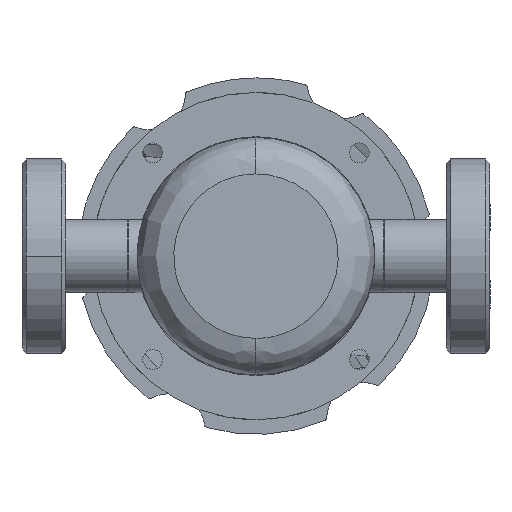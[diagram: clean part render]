
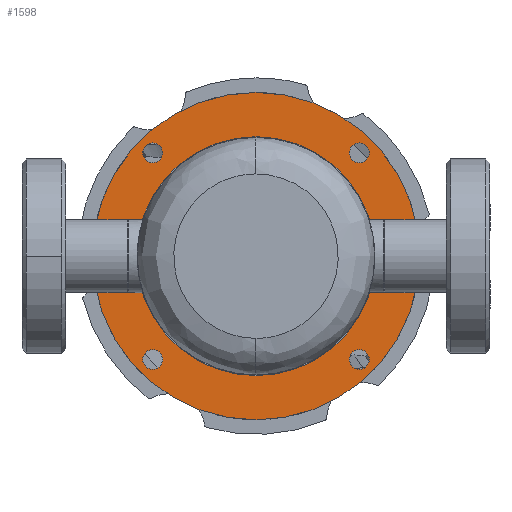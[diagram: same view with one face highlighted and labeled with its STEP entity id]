
A CAD part, left-side view. The second image highlights one B-rep face of the part: STEP entity #1598.
In plain terms, the highlighted planar face has unit normal (-1, 0, 0).
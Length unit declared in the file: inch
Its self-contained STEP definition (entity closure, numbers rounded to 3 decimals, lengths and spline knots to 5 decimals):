
#21 = CARTESIAN_POINT ( 'NONE',  ( 1.5, 0., 0. ) ) ;
#189 = ORIENTED_EDGE ( 'NONE', *, *, #9911, .T. ) ;
#210 = CARTESIAN_POINT ( 'NONE',  ( 1.5, -0.70711, 0.70711 ) ) ;
#303 = ORIENTED_EDGE ( 'NONE', *, *, #14935, .T. ) ;
#495 = CARTESIAN_POINT ( 'NONE',  ( 1.5, 0., 0. ) ) ;
#550 = DIRECTION ( 'NONE',  ( 0., 0., 1. ) ) ;
#559 = DIRECTION ( 'NONE',  ( 1., 0., 0. ) ) ;
#603 = AXIS2_PLACEMENT_3D ( 'NONE', #7937, #559, #9121 ) ;
#619 = CIRCLE ( 'NONE', #10283, 0.068 ) ;
#718 = CARTESIAN_POINT ( 'NONE',  ( 1.5, -0.77511, -0.70711 ) ) ;
#960 = EDGE_CURVE ( 'NONE', #15292, #11277, #7809, .T. ) ;
#1091 = CARTESIAN_POINT ( 'NONE',  ( 1.5, 0.63911, -0.70711 ) ) ;
#1093 = VERTEX_POINT ( 'NONE', #718 ) ;
#1265 = DIRECTION ( 'NONE',  ( 0., 0., 1. ) ) ;
#1387 = DIRECTION ( 'NONE',  ( -1., 0., 0. ) ) ;
#1450 = DIRECTION ( 'NONE',  ( 0., 0., -1. ) ) ;
#1563 = CIRCLE ( 'NONE', #1715, 0.068 ) ;
#1598 = ADVANCED_FACE ( 'NONE', ( #8455, #6608, #7503, #8236, #6990, #6243 ), #2945, .T. ) ;
#1701 = ORIENTED_EDGE ( 'NONE', *, *, #15111, .T. ) ;
#1715 = AXIS2_PLACEMENT_3D ( 'NONE', #13107, #6030, #14287 ) ;
#2055 = AXIS2_PLACEMENT_3D ( 'NONE', #12777, #5686, #13947 ) ;
#2217 = CIRCLE ( 'NONE', #2055, 0.068 ) ;
#2346 = ORIENTED_EDGE ( 'NONE', *, *, #960, .T. ) ;
#2729 = CARTESIAN_POINT ( 'NONE',  ( 1.5, 0.70711, 0.70711 ) ) ;
#2945 = PLANE ( 'NONE',  #11276 ) ;
#3030 = CIRCLE ( 'NONE', #603, 0.8175 ) ;
#3138 = CARTESIAN_POINT ( 'NONE',  ( 1.5, 0.39598, -0.39598 ) ) ;
#3169 = CARTESIAN_POINT ( 'NONE',  ( 1.5, 0.70711, -0.70711 ) ) ;
#3430 = DIRECTION ( 'NONE',  ( 1., 0., 0. ) ) ;
#3519 = CIRCLE ( 'NONE', #6629, 1.12 ) ;
#3555 = VERTEX_POINT ( 'NONE', #11849 ) ;
#3587 = DIRECTION ( 'NONE',  ( 0., -1., 0. ) ) ;
#3659 = CIRCLE ( 'NONE', #15158, 0.068 ) ;
#4055 = DIRECTION ( 'NONE',  ( 0., 0., -1. ) ) ;
#4093 = AXIS2_PLACEMENT_3D ( 'NONE', #210, #8804, #1450 ) ;
#4481 = DIRECTION ( 'NONE',  ( 0., 1., 0. ) ) ;
#4733 = ORIENTED_EDGE ( 'NONE', *, *, #11526, .T. ) ;
#4966 = CIRCLE ( 'NONE', #10930, 0.068 ) ;
#5015 = DIRECTION ( 'NONE',  ( 1., 0., 0. ) ) ;
#5199 = VERTEX_POINT ( 'NONE', #1091 ) ;
#5229 = CARTESIAN_POINT ( 'NONE',  ( 1.5, 0.70711, 0.77511 ) ) ;
#5385 = ORIENTED_EDGE ( 'NONE', *, *, #6766, .T. ) ;
#5686 = DIRECTION ( 'NONE',  ( 1., 0., 0. ) ) ;
#5748 = CARTESIAN_POINT ( 'NONE',  ( 1.5, 0., 1.12 ) ) ;
#6030 = DIRECTION ( 'NONE',  ( 1., 0., 0. ) ) ;
#6081 = CARTESIAN_POINT ( 'NONE',  ( 1.5, 0.77511, -0.70711 ) ) ;
#6243 = FACE_BOUND ( 'NONE', #14086, .T. ) ;
#6342 = DIRECTION ( 'NONE',  ( 1., 0., 0. ) ) ;
#6442 = CIRCLE ( 'NONE', #11281, 0.8175 ) ;
#6608 = FACE_OUTER_BOUND ( 'NONE', #13794, .T. ) ;
#6629 = AXIS2_PLACEMENT_3D ( 'NONE', #21, #8625, #1265 ) ;
#6643 = CARTESIAN_POINT ( 'NONE',  ( 1.5, -0.63911, -0.70711 ) ) ;
#6688 = ORIENTED_EDGE ( 'NONE', *, *, #9056, .T. ) ;
#6766 = EDGE_CURVE ( 'NONE', #10158, #10533, #10680, .T. ) ;
#6990 = FACE_BOUND ( 'NONE', #14817, .T. ) ;
#7503 = FACE_BOUND ( 'NONE', #14648, .T. ) ;
#7536 = DIRECTION ( 'NONE',  ( 1., 0., 0. ) ) ;
#7809 = CIRCLE ( 'NONE', #8977, 1.12 ) ;
#7937 = CARTESIAN_POINT ( 'NONE',  ( 1.5, 0., 0. ) ) ;
#7999 = VERTEX_POINT ( 'NONE', #6643 ) ;
#8073 = VERTEX_POINT ( 'NONE', #13713 ) ;
#8146 = EDGE_CURVE ( 'NONE', #5199, #9119, #619, .T. ) ;
#8236 = FACE_BOUND ( 'NONE', #15580, .T. ) ;
#8289 = AXIS2_PLACEMENT_3D ( 'NONE', #12097, #5015, #13298 ) ;
#8455 = FACE_BOUND ( 'NONE', #15054, .T. ) ;
#8476 = CIRCLE ( 'NONE', #4093, 0.068 ) ;
#8625 = DIRECTION ( 'NONE',  ( -1., 0., 0. ) ) ;
#8693 = EDGE_CURVE ( 'NONE', #12206, #8073, #6442, .T. ) ;
#8804 = DIRECTION ( 'NONE',  ( 1., 0., 0. ) ) ;
#8885 = ORIENTED_EDGE ( 'NONE', *, *, #14336, .T. ) ;
#8977 = AXIS2_PLACEMENT_3D ( 'NONE', #495, #14141, #550 ) ;
#9056 = EDGE_CURVE ( 'NONE', #1093, #7999, #1563, .T. ) ;
#9119 = VERTEX_POINT ( 'NONE', #6081 ) ;
#9121 = DIRECTION ( 'NONE',  ( 0., 0., 1. ) ) ;
#9911 = EDGE_CURVE ( 'NONE', #11277, #15292, #3519, .T. ) ;
#10158 = VERTEX_POINT ( 'NONE', #10513 ) ;
#10283 = AXIS2_PLACEMENT_3D ( 'NONE', #3169, #11604, #4481 ) ;
#10513 = CARTESIAN_POINT ( 'NONE',  ( 1.5, 0.70711, 0.63911 ) ) ;
#10533 = VERTEX_POINT ( 'NONE', #5229 ) ;
#10641 = CARTESIAN_POINT ( 'NONE',  ( 1.5, -0.70711, 0.70711 ) ) ;
#10680 = CIRCLE ( 'NONE', #8289, 0.068 ) ;
#10930 = AXIS2_PLACEMENT_3D ( 'NONE', #14600, #7536, #14160 ) ;
#11011 = CIRCLE ( 'NONE', #15590, 0.068 ) ;
#11041 = ORIENTED_EDGE ( 'NONE', *, *, #8693, .T. ) ;
#11221 = DIRECTION ( 'NONE',  ( 1., 0., 0. ) ) ;
#11276 = AXIS2_PLACEMENT_3D ( 'NONE', #3138, #1387, #3587 ) ;
#11277 = VERTEX_POINT ( 'NONE', #5748 ) ;
#11281 = AXIS2_PLACEMENT_3D ( 'NONE', #13424, #6342, #14609 ) ;
#11526 = EDGE_CURVE ( 'NONE', #10533, #10158, #11011, .T. ) ;
#11604 = DIRECTION ( 'NONE',  ( 1., 0., 0. ) ) ;
#11817 = ORIENTED_EDGE ( 'NONE', *, *, #8146, .T. ) ;
#11826 = DIRECTION ( 'NONE',  ( 0., 0., -1. ) ) ;
#11849 = CARTESIAN_POINT ( 'NONE',  ( 1.5, -0.70711, 0.77511 ) ) ;
#11859 = ORIENTED_EDGE ( 'NONE', *, *, #14795, .T. ) ;
#11878 = VERTEX_POINT ( 'NONE', #12128 ) ;
#12097 = CARTESIAN_POINT ( 'NONE',  ( 1.5, 0.70711, 0.70711 ) ) ;
#12128 = CARTESIAN_POINT ( 'NONE',  ( 1.5, -0.70711, 0.63911 ) ) ;
#12206 = VERTEX_POINT ( 'NONE', #12687 ) ;
#12425 = CARTESIAN_POINT ( 'NONE',  ( 1.5, 0., -1.12 ) ) ;
#12687 = CARTESIAN_POINT ( 'NONE',  ( 1.5, 0., -0.8175 ) ) ;
#12777 = CARTESIAN_POINT ( 'NONE',  ( 1.5, 0.70711, -0.70711 ) ) ;
#13107 = CARTESIAN_POINT ( 'NONE',  ( 1.5, -0.70711, -0.70711 ) ) ;
#13298 = DIRECTION ( 'NONE',  ( 0., 0., -1. ) ) ;
#13424 = CARTESIAN_POINT ( 'NONE',  ( 1.5, 0., 0. ) ) ;
#13713 = CARTESIAN_POINT ( 'NONE',  ( 1.5, 0., 0.8175 ) ) ;
#13794 = EDGE_LOOP ( 'NONE', ( #189, #2346 ) ) ;
#13894 = ORIENTED_EDGE ( 'NONE', *, *, #14132, .T. ) ;
#13947 = DIRECTION ( 'NONE',  ( 0., 1., 0. ) ) ;
#14086 = EDGE_LOOP ( 'NONE', ( #13894, #303 ) ) ;
#14132 = EDGE_CURVE ( 'NONE', #11878, #3555, #8476, .T. ) ;
#14141 = DIRECTION ( 'NONE',  ( -1., 0., 0. ) ) ;
#14160 = DIRECTION ( 'NONE',  ( 0., 1., 0. ) ) ;
#14287 = DIRECTION ( 'NONE',  ( 0., 1., 0. ) ) ;
#14336 = EDGE_CURVE ( 'NONE', #9119, #5199, #2217, .T. ) ;
#14600 = CARTESIAN_POINT ( 'NONE',  ( 1.5, -0.70711, -0.70711 ) ) ;
#14609 = DIRECTION ( 'NONE',  ( 0., 0., 1. ) ) ;
#14648 = EDGE_LOOP ( 'NONE', ( #1701, #6688 ) ) ;
#14795 = EDGE_CURVE ( 'NONE', #8073, #12206, #3030, .T. ) ;
#14817 = EDGE_LOOP ( 'NONE', ( #5385, #4733 ) ) ;
#14935 = EDGE_CURVE ( 'NONE', #3555, #11878, #3659, .T. ) ;
#15054 = EDGE_LOOP ( 'NONE', ( #11859, #11041 ) ) ;
#15111 = EDGE_CURVE ( 'NONE', #7999, #1093, #4966, .T. ) ;
#15158 = AXIS2_PLACEMENT_3D ( 'NONE', #10641, #3430, #11826 ) ;
#15292 = VERTEX_POINT ( 'NONE', #12425 ) ;
#15580 = EDGE_LOOP ( 'NONE', ( #8885, #11817 ) ) ;
#15590 = AXIS2_PLACEMENT_3D ( 'NONE', #2729, #11221, #4055 ) ;
